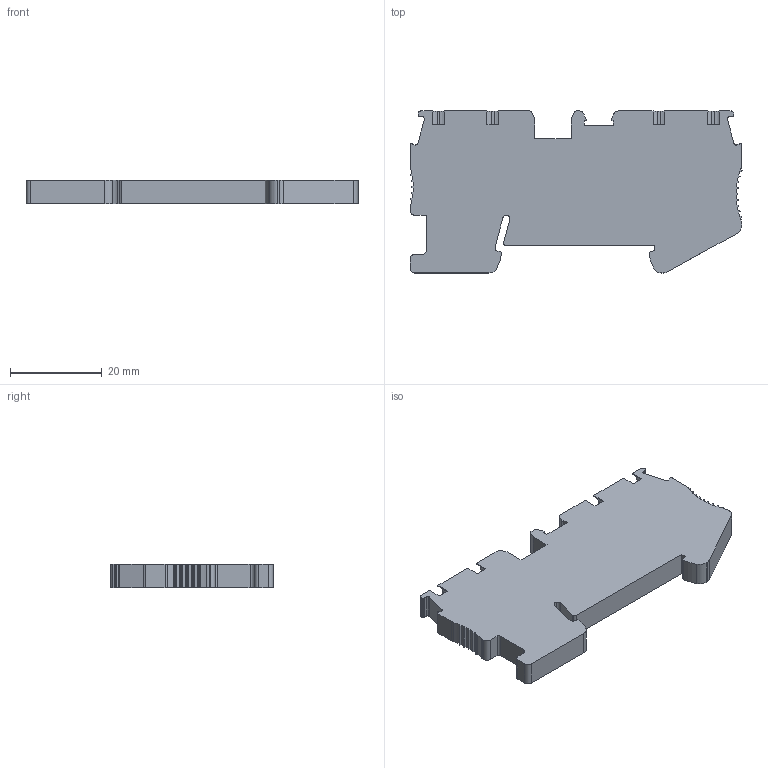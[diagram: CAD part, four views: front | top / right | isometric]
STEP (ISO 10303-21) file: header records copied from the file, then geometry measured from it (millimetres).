
FILE_DESCRIPTION(('SolidDesigner STEP Export'),'2;1');
FILE_NAME('3031306_st25quattro.stp','2004-01-14T15:06:34',(''),(''),'OneSpaceDesigner STEP processor Version: 9.0 (March 2001)for AP214(CD)(Solid Model)','CoCreate OneSpaceDesigner: 11.50A 18-Jul-2002(C) CoCreate Software GmbH','');
FILE_SCHEMA(('AUTOMOTIVE_DESIGN_CC2 {1 2 10303 214 -1 1 5 1}'));
Length unit declared in the file: millimetre
Products named in the file (2): st_25_quattro-select
Assembly tree (1 placements, depth 2):
  st_25_quattro-select
    st_25_quattro-select
Bounding box: 72.23 x 35.25 x 5.15 mm (x, y, z)
Volume: 10361.1 mm3; surface area: 5987.4 mm2
Topology: 1 solids, 1 shells, 246 faces, 720 edges, 480 vertices
Faces by surface type: plane 130, cylinder 116
Entity records: 9670 total; most frequent: ORIENTED_EDGE 1440, CARTESIAN_POINT 1335, DIRECTION 1228, EDGE_CURVE 720, VECTOR 482, LINE 482, VERTEX_POINT 480, AXIS2_PLACEMENT_3D 373
